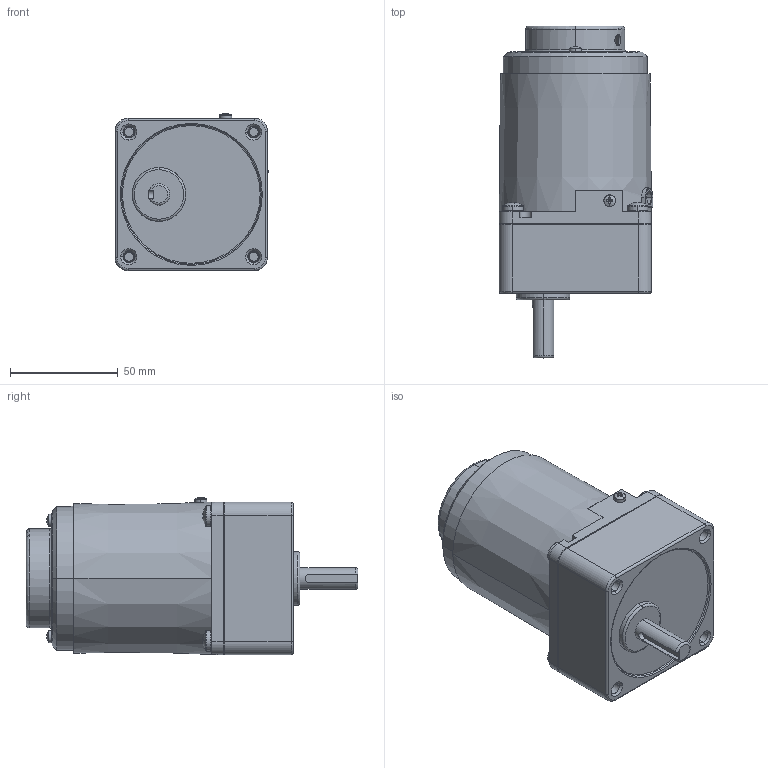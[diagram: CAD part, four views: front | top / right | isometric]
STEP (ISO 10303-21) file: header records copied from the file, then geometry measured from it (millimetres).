
FILE_DESCRIPTION((''),'2;1');
FILE_NAME('3IK15RGN-C-3GN3K-18K_ASM','2015-09-06T',('Administrator'),(''),'PRO/ENGINEER BY PARAMETRIC TECHNOLOGY CORPORATION, 2007170','PRO/ENGINEER BY PARAMETRIC TECHNOLOGY CORPORATION, 2007170','');
FILE_SCHEMA(('CONFIG_CONTROL_DESIGN'));
Length unit declared in the file: millimetre
Products named in the file (15): 3IK15RGN-C_7_AF0; 3IK15RGN-C-3GN3K-200K_ASM_1_AF0_ASM; PRT0033; PRT0034; PRT0035; PRT0036; PRT0037; PRT0038; PRT0039; ASM0001_ASM; 3IK15RGN-C-3GN3K-200K_ASM_ASM_ASM; MSBR-2; MSBR-1; 3GN3K-18K_ASM; 3IK15RGN-C-3GN3K-18K_ASM
Assembly tree (15 placements, depth 5):
  3IK15RGN-C-3GN3K-18K_ASM
    3IK15RGN-C-3GN3K-200K_ASM_ASM_ASM
      ASM0001_ASM
        3IK15RGN-C-3GN3K-200K_ASM_1_AF0_ASM
          3IK15RGN-C_7_AF0
        PRT0033
        PRT0034
        PRT0035  x2
        PRT0036
        PRT0037
        PRT0038
        PRT0039
    3GN3K-18K_ASM
      MSBR-2
      MSBR-1
Bounding box: 71.45 x 154.25 x 73.06 mm (x, y, z)
Volume: 278441.6 mm3; surface area: 80729.8 mm2
Topology: 11 solids, 11 shells, 1310 faces, 3441 edges, 2146 vertices
Faces by surface type: cone 654, cylinder 369, plane 209, torus 58, sphere 20
Entity records: 36091 total; most frequent: DIRECTION 6977, CARTESIAN_POINT 6525, ORIENTED_EDGE 5886, AXIS2_PLACEMENT_3D 2947, EDGE_CURVE 2943, VERTEX_POINT 1861, CIRCLE 1768, EDGE_LOOP 1190
